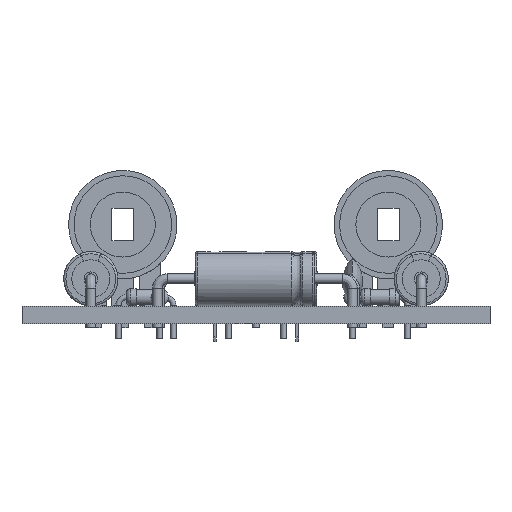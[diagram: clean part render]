
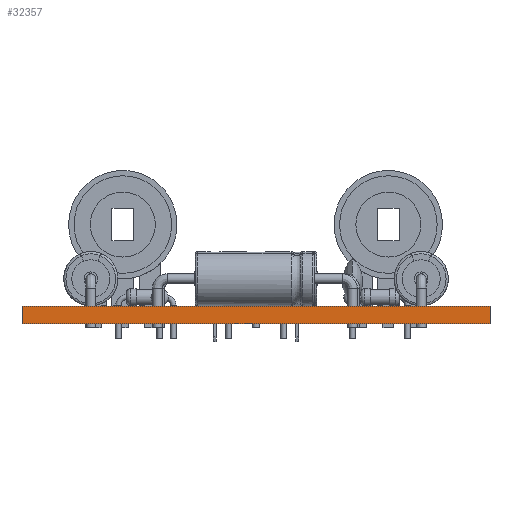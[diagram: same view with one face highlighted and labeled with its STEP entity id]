
A CAD part, front view. The second image highlights one B-rep face of the part: STEP entity #32357.
In plain terms, the highlighted planar face has unit normal (0, -1, 0).
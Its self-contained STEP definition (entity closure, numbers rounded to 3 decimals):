
#29541 = PLANE('',#29542);
#29542 = AXIS2_PLACEMENT_3D('',#29543,#29544,#29545);
#29543 = CARTESIAN_POINT('',(97.79,-141.605,1.6));
#29544 = DIRECTION('',(0.,0.,1.));
#29545 = DIRECTION('',(1.,0.,0.));
#29595 = PLANE('',#29596);
#29596 = AXIS2_PLACEMENT_3D('',#29597,#29598,#29599);
#29597 = CARTESIAN_POINT('',(97.79,-141.605,0.));
#29598 = DIRECTION('',(0.,0.,1.));
#29599 = DIRECTION('',(1.,0.,0.));
#29628 = PLANE('',#29629);
#29629 = AXIS2_PLACEMENT_3D('',#29630,#29631,#29632);
#29630 = CARTESIAN_POINT('',(119.38,-181.61,0.));
#29631 = DIRECTION('',(-1.,0.,0.));
#29632 = DIRECTION('',(0.,1.,0.));
#29726 = PLANE('',#29727);
#29727 = AXIS2_PLACEMENT_3D('',#29728,#29729,#29730);
#29728 = CARTESIAN_POINT('',(76.2,-171.45,0.));
#29729 = DIRECTION('',(1.,0.,0.));
#29730 = DIRECTION('',(0.,-1.,0.));
#29765 = VERTEX_POINT('',#29766);
#29766 = CARTESIAN_POINT('',(76.2,-181.61,0.));
#29787 = EDGE_CURVE('',#29765,#29788,#29790,.T.);
#29788 = VERTEX_POINT('',#29789);
#29789 = CARTESIAN_POINT('',(119.38,-181.61,0.));
#29790 = SURFACE_CURVE('',#29791,(#29795,#29802),.PCURVE_S1.);
#29791 = LINE('',#29792,#29793);
#29792 = CARTESIAN_POINT('',(76.2,-181.61,0.));
#29793 = VECTOR('',#29794,1.);
#29794 = DIRECTION('',(1.,0.,0.));
#29795 = PCURVE('',#29595,#29796);
#29796 = DEFINITIONAL_REPRESENTATION('',(#29797),#29801);
#29797 = LINE('',#29798,#29799);
#29798 = CARTESIAN_POINT('',(-21.59,-40.005));
#29799 = VECTOR('',#29800,1.);
#29800 = DIRECTION('',(1.,0.));
#29801 = ( GEOMETRIC_REPRESENTATION_CONTEXT(2) 
PARAMETRIC_REPRESENTATION_CONTEXT() REPRESENTATION_CONTEXT('2D SPACE',''
  ) );
#29802 = PCURVE('',#29803,#29808);
#29803 = PLANE('',#29804);
#29804 = AXIS2_PLACEMENT_3D('',#29805,#29806,#29807);
#29805 = CARTESIAN_POINT('',(76.2,-181.61,0.));
#29806 = DIRECTION('',(0.,1.,0.));
#29807 = DIRECTION('',(1.,0.,0.));
#29808 = DEFINITIONAL_REPRESENTATION('',(#29809),#29813);
#29809 = LINE('',#29810,#29811);
#29810 = CARTESIAN_POINT('',(0.,0.));
#29811 = VECTOR('',#29812,1.);
#29812 = DIRECTION('',(1.,0.));
#29813 = ( GEOMETRIC_REPRESENTATION_CONTEXT(2) 
PARAMETRIC_REPRESENTATION_CONTEXT() REPRESENTATION_CONTEXT('2D SPACE',''
  ) );
#31145 = VERTEX_POINT('',#31146);
#31146 = CARTESIAN_POINT('',(76.2,-181.61,1.6));
#31167 = EDGE_CURVE('',#31145,#31168,#31170,.T.);
#31168 = VERTEX_POINT('',#31169);
#31169 = CARTESIAN_POINT('',(119.38,-181.61,1.6));
#31170 = SURFACE_CURVE('',#31171,(#31175,#31182),.PCURVE_S1.);
#31171 = LINE('',#31172,#31173);
#31172 = CARTESIAN_POINT('',(76.2,-181.61,1.6));
#31173 = VECTOR('',#31174,1.);
#31174 = DIRECTION('',(1.,0.,0.));
#31175 = PCURVE('',#29541,#31176);
#31176 = DEFINITIONAL_REPRESENTATION('',(#31177),#31181);
#31177 = LINE('',#31178,#31179);
#31178 = CARTESIAN_POINT('',(-21.59,-40.005));
#31179 = VECTOR('',#31180,1.);
#31180 = DIRECTION('',(1.,0.));
#31181 = ( GEOMETRIC_REPRESENTATION_CONTEXT(2) 
PARAMETRIC_REPRESENTATION_CONTEXT() REPRESENTATION_CONTEXT('2D SPACE',''
  ) );
#31182 = PCURVE('',#29803,#31183);
#31183 = DEFINITIONAL_REPRESENTATION('',(#31184),#31188);
#31184 = LINE('',#31185,#31186);
#31185 = CARTESIAN_POINT('',(0.,-1.6));
#31186 = VECTOR('',#31187,1.);
#31187 = DIRECTION('',(1.,0.));
#31188 = ( GEOMETRIC_REPRESENTATION_CONTEXT(2) 
PARAMETRIC_REPRESENTATION_CONTEXT() REPRESENTATION_CONTEXT('2D SPACE',''
  ) );
#32307 = EDGE_CURVE('',#29788,#31168,#32308,.T.);
#32308 = SURFACE_CURVE('',#32309,(#32313,#32320),.PCURVE_S1.);
#32309 = LINE('',#32310,#32311);
#32310 = CARTESIAN_POINT('',(119.38,-181.61,0.));
#32311 = VECTOR('',#32312,1.);
#32312 = DIRECTION('',(0.,0.,1.));
#32313 = PCURVE('',#29628,#32314);
#32314 = DEFINITIONAL_REPRESENTATION('',(#32315),#32319);
#32315 = LINE('',#32316,#32317);
#32316 = CARTESIAN_POINT('',(0.,0.));
#32317 = VECTOR('',#32318,1.);
#32318 = DIRECTION('',(0.,-1.));
#32319 = ( GEOMETRIC_REPRESENTATION_CONTEXT(2) 
PARAMETRIC_REPRESENTATION_CONTEXT() REPRESENTATION_CONTEXT('2D SPACE',''
  ) );
#32320 = PCURVE('',#29803,#32321);
#32321 = DEFINITIONAL_REPRESENTATION('',(#32322),#32326);
#32322 = LINE('',#32323,#32324);
#32323 = CARTESIAN_POINT('',(43.18,0.));
#32324 = VECTOR('',#32325,1.);
#32325 = DIRECTION('',(0.,-1.));
#32326 = ( GEOMETRIC_REPRESENTATION_CONTEXT(2) 
PARAMETRIC_REPRESENTATION_CONTEXT() REPRESENTATION_CONTEXT('2D SPACE',''
  ) );
#32336 = EDGE_CURVE('',#29765,#31145,#32337,.T.);
#32337 = SURFACE_CURVE('',#32338,(#32342,#32349),.PCURVE_S1.);
#32338 = LINE('',#32339,#32340);
#32339 = CARTESIAN_POINT('',(76.2,-181.61,0.));
#32340 = VECTOR('',#32341,1.);
#32341 = DIRECTION('',(0.,0.,1.));
#32342 = PCURVE('',#29726,#32343);
#32343 = DEFINITIONAL_REPRESENTATION('',(#32344),#32348);
#32344 = LINE('',#32345,#32346);
#32345 = CARTESIAN_POINT('',(10.16,0.));
#32346 = VECTOR('',#32347,1.);
#32347 = DIRECTION('',(0.,-1.));
#32348 = ( GEOMETRIC_REPRESENTATION_CONTEXT(2) 
PARAMETRIC_REPRESENTATION_CONTEXT() REPRESENTATION_CONTEXT('2D SPACE',''
  ) );
#32349 = PCURVE('',#29803,#32350);
#32350 = DEFINITIONAL_REPRESENTATION('',(#32351),#32355);
#32351 = LINE('',#32352,#32353);
#32352 = CARTESIAN_POINT('',(0.,0.));
#32353 = VECTOR('',#32354,1.);
#32354 = DIRECTION('',(0.,-1.));
#32355 = ( GEOMETRIC_REPRESENTATION_CONTEXT(2) 
PARAMETRIC_REPRESENTATION_CONTEXT() REPRESENTATION_CONTEXT('2D SPACE',''
  ) );
#32357 = ADVANCED_FACE('',(#32358),#29803,.F.);
#32358 = FACE_BOUND('',#32359,.F.);
#32359 = EDGE_LOOP('',(#32360,#32361,#32362,#32363));
#32360 = ORIENTED_EDGE('',*,*,#32336,.T.);
#32361 = ORIENTED_EDGE('',*,*,#31167,.T.);
#32362 = ORIENTED_EDGE('',*,*,#32307,.F.);
#32363 = ORIENTED_EDGE('',*,*,#29787,.F.);
